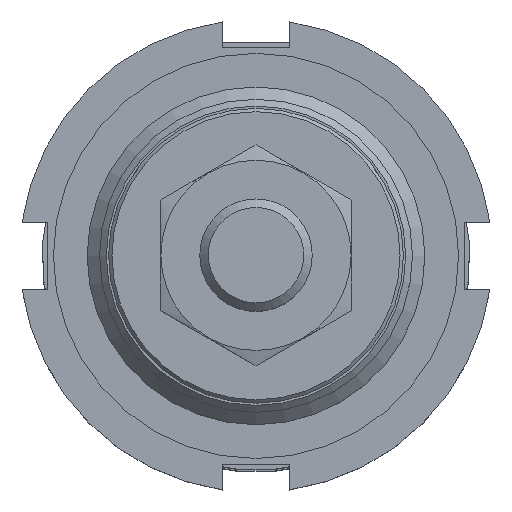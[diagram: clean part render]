
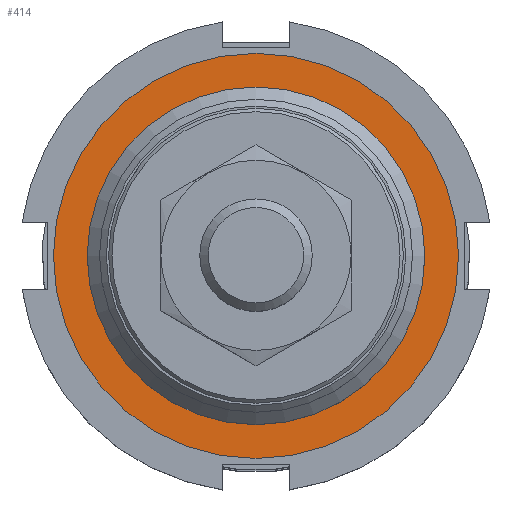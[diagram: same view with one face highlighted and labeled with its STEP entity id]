
A CAD part, top view. The second image highlights one B-rep face of the part: STEP entity #414.
In plain terms, the highlighted planar face has unit normal (0, 0, 1).
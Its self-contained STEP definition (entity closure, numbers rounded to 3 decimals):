
#414 = ADVANCED_FACE( '', ( #844, #845 ), #846, .F. );
#844 = FACE_OUTER_BOUND( '', #1288, .T. );
#845 = FACE_BOUND( '', #1289, .T. );
#846 = PLANE( '', #1290 );
#1288 = EDGE_LOOP( '', ( #2144 ) );
#1289 = EDGE_LOOP( '', ( #2145 ) );
#1290 = AXIS2_PLACEMENT_3D( '', #2146, #2147, #2148 );
#2144 = ORIENTED_EDGE( '', *, *, #2558, .F. );
#2145 = ORIENTED_EDGE( '', *, *, #2705, .T. );
#2146 = CARTESIAN_POINT( '', ( 0., 0., 4. ) );
#2147 = DIRECTION( '', ( 0., 0., -1. ) );
#2148 = DIRECTION( '', ( -1., 0., 0. ) );
#2558 = EDGE_CURVE( '', #3045, #3045, #3046, .T. );
#2705 = EDGE_CURVE( '', #3249, #3249, #3250, .T. );
#3045 = VERTEX_POINT( '', #3744 );
#3046 = CIRCLE( '', #3745, 18. );
#3249 = VERTEX_POINT( '', #4044 );
#3250 = CIRCLE( '', #4045, 15. );
#3744 = CARTESIAN_POINT( '', ( -18., 0., 4. ) );
#3745 = AXIS2_PLACEMENT_3D( '', #4327, #4328, #4329 );
#4044 = CARTESIAN_POINT( '', ( -15., 0., 4. ) );
#4045 = AXIS2_PLACEMENT_3D( '', #4501, #4502, #4503 );
#4327 = CARTESIAN_POINT( '', ( 0., 0., 4. ) );
#4328 = DIRECTION( '', ( 0., 0., -1. ) );
#4329 = DIRECTION( '', ( -1., 0., 0. ) );
#4501 = CARTESIAN_POINT( '', ( 0., 0., 4. ) );
#4502 = DIRECTION( '', ( 0., 0., -1. ) );
#4503 = DIRECTION( '', ( -1., 0., 0. ) );
